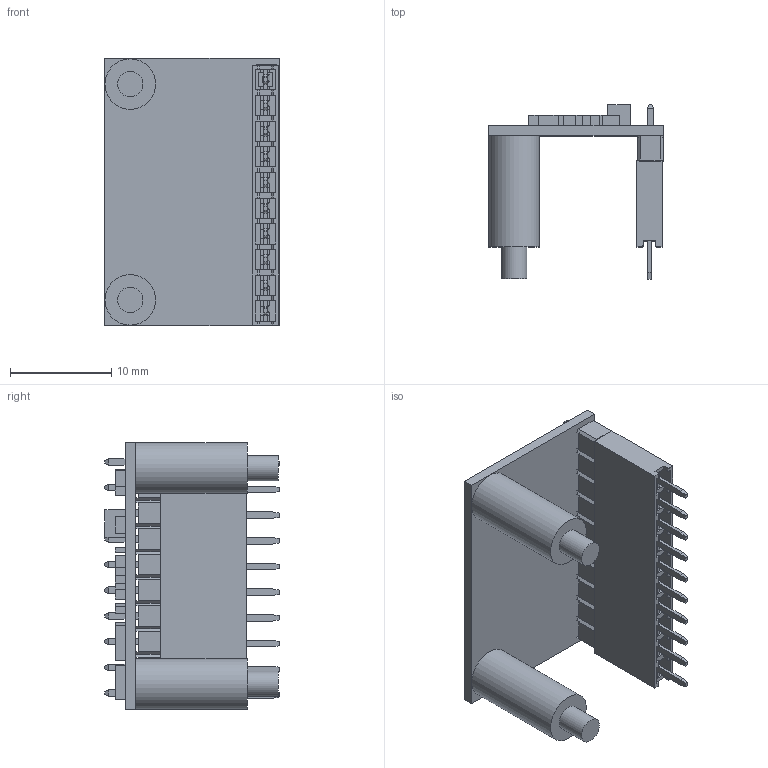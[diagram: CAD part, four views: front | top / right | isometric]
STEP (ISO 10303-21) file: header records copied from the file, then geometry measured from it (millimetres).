
FILE_DESCRIPTION(/* description */ (''),/* implementation_level */ '2;1');
FILE_NAME(/* name */ 'IMU_Quick_v3.step',/* time_stamp */ '2025-03-29T15:12:28+01:00',/* author */ (''),/* organization */ (''),/* preprocessor_version */ 'ST-DEVELOPER v20.1',/* originating_system */ 'Autodesk Translation Framework v14.4.0.0',/* authorisation */ '');
FILE_SCHEMA (('AUTOMOTIVE_DESIGN { 1 0 10303 214 3 1 1 }'));
Length unit declared in the file: millimetre
Products named in the file (3): IMU_Quick; zl201-10_p2-54_l25-4_w2-54_h8-9; female_header_a-bl254-eg-g10d
Assembly tree (2 placements, depth 2):
  IMU_Quick
    zl201-10_p2-54_l25-4_w2-54_h8-9
    female_header_a-bl254-eg-g10d
Bounding box: 17.29 x 17.25 x 26.42 mm (x, y, z)
Volume: 1402.7 mm3; surface area: 3464.9 mm2
Topology: 5 solids, 5 shells, 743 faces, 1992 edges, 1288 vertices
Faces by surface type: plane 685, cylinder 58
Full cylindrical faces by diameter (mm): 0.853 x10, 2.5 x2, 3.231 x2, 5 x2
Entity records: 23493 total; most frequent: CARTESIAN_POINT 4028, ORIENTED_EDGE 3984, DIRECTION 3604, EDGE_CURVE 1992, LINE 1876, VECTOR 1876, VERTEX_POINT 1288, AXIS2_PLACEMENT_3D 864
